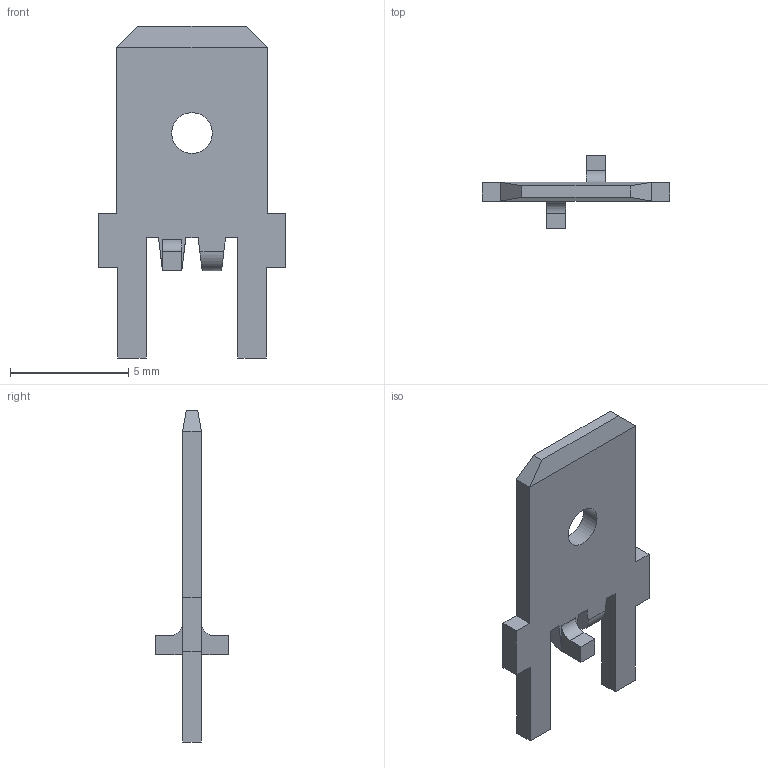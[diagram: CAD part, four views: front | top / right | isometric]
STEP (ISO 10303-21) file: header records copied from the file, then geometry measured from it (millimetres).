
FILE_DESCRIPTION((''),'2;1');
FILE_NAME('C-63849-1','2014-01-27T',('workeradm'),('Tyco Electronics Ltd.'),'PRO/ENGINEER BY PARAMETRIC TECHNOLOGY CORPORATION, 2013050','PRO/ENGINEER BY PARAMETRIC TECHNOLOGY CORPORATION, 2013050','');
FILE_SCHEMA(('AUTOMOTIVE_DESIGN { 1 0 10303 214 1 1 1 1 }'));
Length unit declared in the file: millimetre
Products named in the file (1): C-63849-1
Bounding box: 7.92 x 3.09 x 14.02 mm (x, y, z)
Volume: 58.5 mm3; surface area: 199.9 mm2
Topology: 1 solids, 1 shells, 44 faces, 118 edges, 76 vertices
Faces by surface type: plane 38, cylinder 6
Entity records: 1550 total; most frequent: CARTESIAN_POINT 268, ORIENTED_EDGE 236, DIRECTION 214, COLOUR_RGB 126, EDGE_CURVE 118, VECTOR 102, LINE 102, VERTEX_POINT 76
